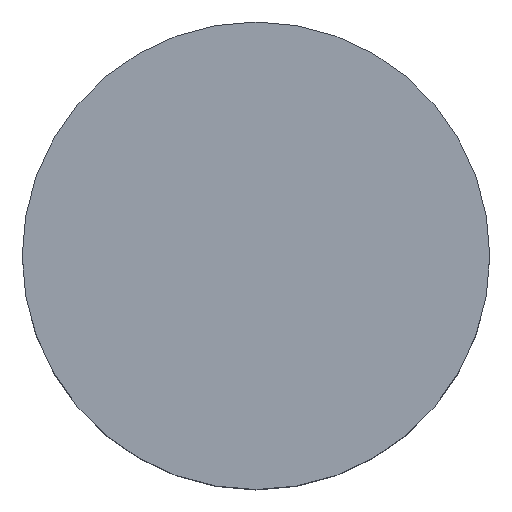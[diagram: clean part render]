
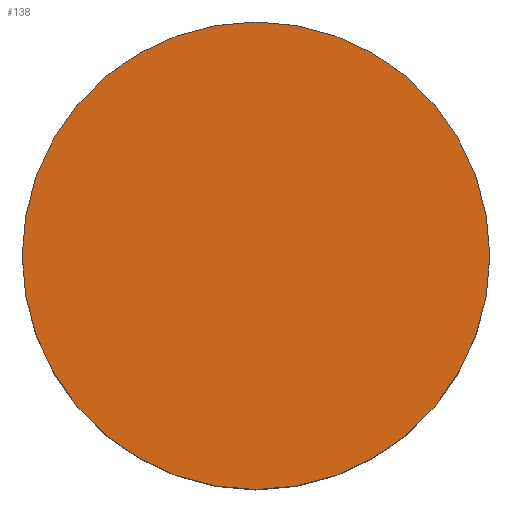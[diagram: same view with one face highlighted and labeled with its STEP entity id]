
A CAD part, top view. The second image highlights one B-rep face of the part: STEP entity #138.
In plain terms, the highlighted planar face has unit normal (0, 0, 1).
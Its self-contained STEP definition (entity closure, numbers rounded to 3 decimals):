
#9 = CARTESIAN_POINT ( 'NONE',  ( 0., 0., 0. ) ) ;
#32 = DIRECTION ( 'NONE',  ( 1., 0., 0. ) ) ;
#41 = EDGE_CURVE ( 'NONE', #308, #272, #129, .T. ) ;
#75 = EDGE_LOOP ( 'NONE', ( #153, #216 ) ) ;
#85 = EDGE_CURVE ( 'NONE', #272, #308, #239, .T. ) ;
#86 = DIRECTION ( 'NONE',  ( 0., 0., 1. ) ) ;
#92 = FACE_OUTER_BOUND ( 'NONE', #75, .T. ) ;
#114 = CARTESIAN_POINT ( 'NONE',  ( 3., 0., 0. ) ) ;
#118 = CARTESIAN_POINT ( 'NONE',  ( -3., 0., 0. ) ) ;
#129 = CIRCLE ( 'NONE', #174, 3. ) ;
#131 = CARTESIAN_POINT ( 'NONE',  ( 0., 0., 0. ) ) ;
#138 = ADVANCED_FACE ( 'NONE', ( #92 ), #176, .T. ) ;
#153 = ORIENTED_EDGE ( 'NONE', *, *, #85, .T. ) ;
#174 = AXIS2_PLACEMENT_3D ( 'NONE', #131, #181, #32 ) ;
#176 = PLANE ( 'NONE',  #179 ) ;
#179 = AXIS2_PLACEMENT_3D ( 'NONE', #206, #86, #300 ) ;
#181 = DIRECTION ( 'NONE',  ( 0., 0., 1. ) ) ;
#193 = DIRECTION ( 'NONE',  ( 1., 0., 0. ) ) ;
#195 = DIRECTION ( 'NONE',  ( 0., 0., 1. ) ) ;
#206 = CARTESIAN_POINT ( 'NONE',  ( 0., 0., 0. ) ) ;
#216 = ORIENTED_EDGE ( 'NONE', *, *, #41, .T. ) ;
#239 = CIRCLE ( 'NONE', #333, 3. ) ;
#272 = VERTEX_POINT ( 'NONE', #114 ) ;
#300 = DIRECTION ( 'NONE',  ( 1., 0., 0. ) ) ;
#308 = VERTEX_POINT ( 'NONE', #118 ) ;
#333 = AXIS2_PLACEMENT_3D ( 'NONE', #9, #195, #193 ) ;
